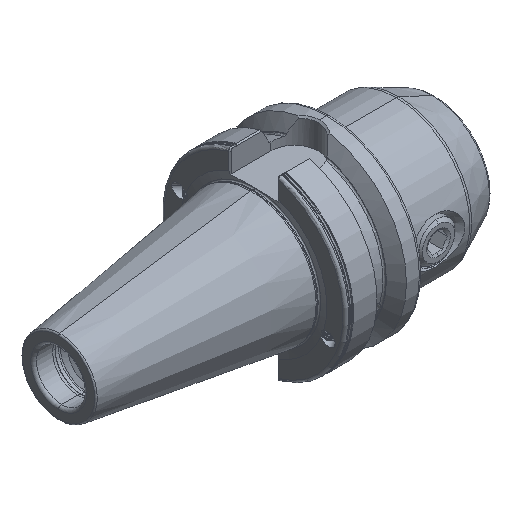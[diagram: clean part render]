
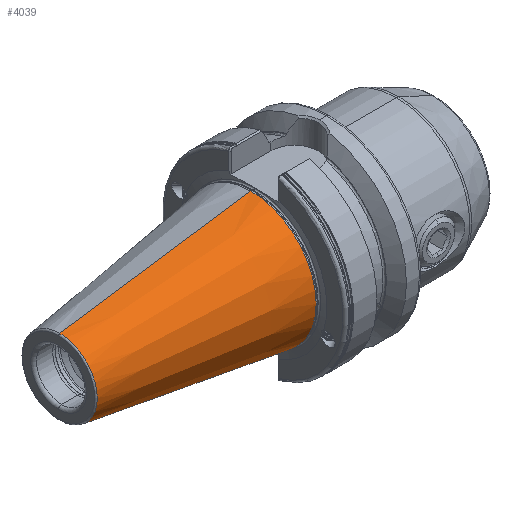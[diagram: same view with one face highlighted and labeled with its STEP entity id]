
A CAD part, isometric view. The second image highlights one B-rep face of the part: STEP entity #4039.
In plain terms, the highlighted conical face has half-angle 8.297 degrees and reference radius 22.24 mm.
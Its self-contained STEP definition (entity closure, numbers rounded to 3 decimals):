
#2016 = CARTESIAN_POINT ( 'NONE',  ( -0.9, 0., 22.24 ) ) ;
#2037 = DIRECTION ( 'NONE',  ( 0.99, 0., 0.144 ) ) ;
#2812 = EDGE_CURVE ( 'NONE', #18108, #18101, #18285, .T. ) ;
#2840 = EDGE_CURVE ( 'NONE', #18068, #18078, #18268, .T. ) ;
#3737 = DIRECTION ( 'NONE',  ( 0., 0., -1. ) ) ;
#3773 = DIRECTION ( 'NONE',  ( 1., 0., 0. ) ) ;
#3780 = CARTESIAN_POINT ( 'NONE',  ( -65.972, 0., 0. ) ) ;
#4039 = ADVANCED_FACE ( 'NONE', ( #8741 ), #8756, .T. ) ;
#6415 = DIRECTION ( 'NONE',  ( 0., 0., -1. ) ) ;
#6441 = DIRECTION ( 'NONE',  ( 1., 0., 0. ) ) ;
#6460 = CARTESIAN_POINT ( 'NONE',  ( -0.9, 0., 0. ) ) ;
#6656 = ORIENTED_EDGE ( 'NONE', *, *, #2840, .T. ) ;
#7087 = ORIENTED_EDGE ( 'NONE', *, *, #14869, .F. ) ;
#7095 = ORIENTED_EDGE ( 'NONE', *, *, #14825, .T. ) ;
#7101 = ORIENTED_EDGE ( 'NONE', *, *, #2812, .F. ) ;
#8741 = FACE_OUTER_BOUND ( 'NONE', #11965, .T. ) ;
#8756 = CONICAL_SURFACE ( 'NONE', #9669, 22.24, 0.145 ) ;
#9297 = LINE ( 'NONE', #10629, #9316 ) ;
#9316 = VECTOR ( 'NONE', #10646, 1000. ) ;
#9330 = LINE ( 'NONE', #2016, #9359 ) ;
#9359 = VECTOR ( 'NONE', #2037, 1000. ) ;
#9622 = AXIS2_PLACEMENT_3D ( 'NONE', #3780, #3773, #3737 ) ;
#9625 = AXIS2_PLACEMENT_3D ( 'NONE', #6460, #6441, #6415 ) ;
#9669 = AXIS2_PLACEMENT_3D ( 'NONE', #16527, #16512, #16515 ) ;
#10629 = CARTESIAN_POINT ( 'NONE',  ( -0.9, 0., -22.24 ) ) ;
#10646 = DIRECTION ( 'NONE',  ( 0.99, 0., -0.144 ) ) ;
#11395 = CARTESIAN_POINT ( 'NONE',  ( -65.972, 0., 12.75 ) ) ;
#11403 = CARTESIAN_POINT ( 'NONE',  ( -0.9, 0., 22.24 ) ) ;
#11413 = CARTESIAN_POINT ( 'NONE',  ( -0.9, 0., -22.24 ) ) ;
#11433 = CARTESIAN_POINT ( 'NONE',  ( -65.972, 0., -12.75 ) ) ;
#11965 = EDGE_LOOP ( 'NONE', ( #7087, #6656, #7095, #7101 ) ) ;
#14825 = EDGE_CURVE ( 'NONE', #18078, #18101, #9297, .T. ) ;
#14869 = EDGE_CURVE ( 'NONE', #18068, #18108, #9330, .T. ) ;
#16512 = DIRECTION ( 'NONE',  ( 1., 0., 0. ) ) ;
#16515 = DIRECTION ( 'NONE',  ( 0., 0., -1. ) ) ;
#16527 = CARTESIAN_POINT ( 'NONE',  ( -0.9, 0., 0. ) ) ;
#18068 = VERTEX_POINT ( 'NONE', #11395 ) ;
#18078 = VERTEX_POINT ( 'NONE', #11433 ) ;
#18101 = VERTEX_POINT ( 'NONE', #11413 ) ;
#18108 = VERTEX_POINT ( 'NONE', #11403 ) ;
#18268 = CIRCLE ( 'NONE', #9622, 12.75 ) ;
#18285 = CIRCLE ( 'NONE', #9625, 22.24 ) ;
